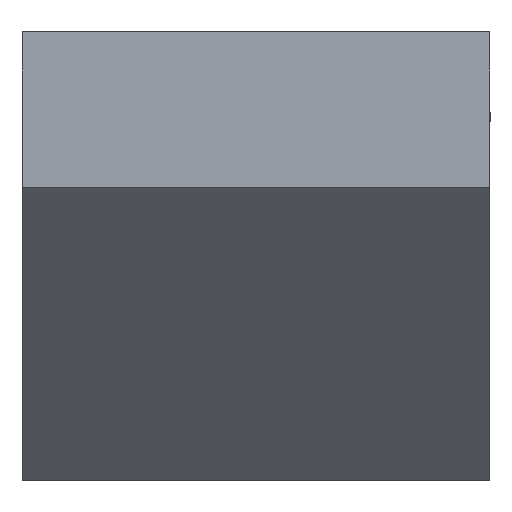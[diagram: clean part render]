
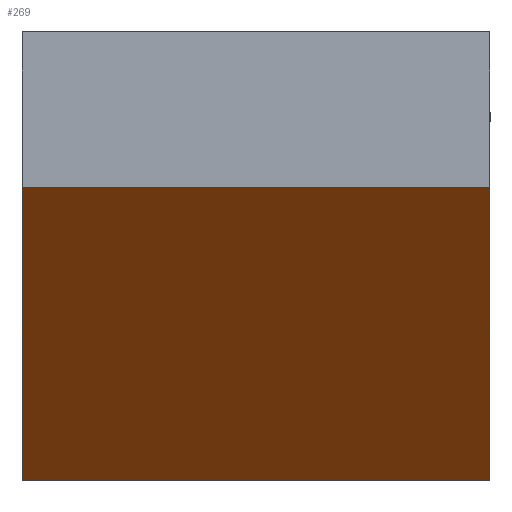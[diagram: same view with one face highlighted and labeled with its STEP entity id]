
A CAD part, front view. The second image highlights one B-rep face of the part: STEP entity #269.
In plain terms, the highlighted planar face has unit normal (0, -0.707, -0.707).
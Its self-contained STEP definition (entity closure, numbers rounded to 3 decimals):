
#122 = VERTEX_POINT('',#123);
#123 = CARTESIAN_POINT('',(6.,-18.,19.));
#129 = EDGE_CURVE('',#130,#122,#132,.T.);
#130 = VERTEX_POINT('',#131);
#131 = CARTESIAN_POINT('',(-6.,-18.,19.));
#132 = LINE('',#133,#134);
#133 = CARTESIAN_POINT('',(-6.,-18.,19.));
#134 = VECTOR('',#135,1.);
#135 = DIRECTION('',(1.,0.,0.));
#169 = VERTEX_POINT('',#170);
#170 = CARTESIAN_POINT('',(-6.,-10.5,11.5));
#176 = EDGE_CURVE('',#130,#169,#177,.T.);
#177 = LINE('',#178,#179);
#178 = CARTESIAN_POINT('',(-6.,-18.,19.));
#179 = VECTOR('',#180,1.);
#180 = DIRECTION('',(0.,0.707,-0.707));
#209 = VERTEX_POINT('',#210);
#210 = CARTESIAN_POINT('',(6.,-10.5,11.5));
#216 = EDGE_CURVE('',#122,#209,#217,.T.);
#217 = LINE('',#218,#219);
#218 = CARTESIAN_POINT('',(6.,-18.,19.));
#219 = VECTOR('',#220,1.);
#220 = DIRECTION('',(0.,0.707,-0.707));
#269 = ADVANCED_FACE('',(#270),#281,.F.);
#270 = FACE_BOUND('',#271,.F.);
#271 = EDGE_LOOP('',(#272,#273,#274,#280));
#272 = ORIENTED_EDGE('',*,*,#129,.T.);
#273 = ORIENTED_EDGE('',*,*,#216,.T.);
#274 = ORIENTED_EDGE('',*,*,#275,.F.);
#275 = EDGE_CURVE('',#169,#209,#276,.T.);
#276 = LINE('',#277,#278);
#277 = CARTESIAN_POINT('',(-6.,-10.5,11.5));
#278 = VECTOR('',#279,1.);
#279 = DIRECTION('',(1.,0.,0.));
#280 = ORIENTED_EDGE('',*,*,#176,.F.);
#281 = PLANE('',#282);
#282 = AXIS2_PLACEMENT_3D('',#283,#284,#285);
#283 = CARTESIAN_POINT('',(-6.,-18.,19.));
#284 = DIRECTION('',(0.,0.707,0.707));
#285 = DIRECTION('',(0.,0.707,-0.707));
